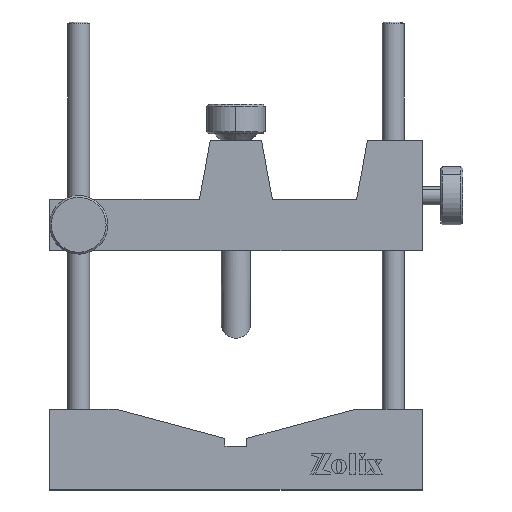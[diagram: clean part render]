
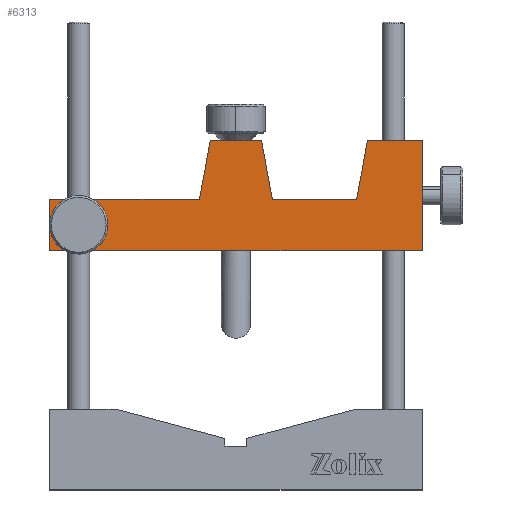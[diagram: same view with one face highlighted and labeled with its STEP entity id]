
A CAD part, top view. The second image highlights one B-rep face of the part: STEP entity #6313.
In plain terms, the highlighted planar face has unit normal (0, 0, 1).
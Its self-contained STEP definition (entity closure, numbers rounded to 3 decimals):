
#43 = CARTESIAN_POINT ( 'NONE',  ( 36., 95.486, 6.5 ) ) ;
#97 = VERTEX_POINT ( 'NONE', #2393 ) ;
#150 = EDGE_CURVE ( 'NONE', #4393, #5470, #1438, .T. ) ;
#208 = VECTOR ( 'NONE', #4463, 1000. ) ;
#345 = ORIENTED_EDGE ( 'NONE', *, *, #6032, .F. ) ;
#389 = CARTESIAN_POINT ( 'NONE',  ( -7., 95.486, 6.5 ) ) ;
#472 = VERTEX_POINT ( 'NONE', #579 ) ;
#579 = CARTESIAN_POINT ( 'NONE',  ( 51., 65.486, 6.5 ) ) ;
#580 = VECTOR ( 'NONE', #2506, 1000. ) ;
#615 = VECTOR ( 'NONE', #5239, 1000. ) ;
#708 = DIRECTION ( 'NONE',  ( -1., 0., 0. ) ) ;
#759 = VECTOR ( 'NONE', #708, 1000. ) ;
#941 = CARTESIAN_POINT ( 'NONE',  ( 33., 79.486, 6.5 ) ) ;
#1038 = CARTESIAN_POINT ( 'NONE',  ( 51., 95.486, 6.5 ) ) ;
#1103 = VERTEX_POINT ( 'NONE', #3685 ) ;
#1113 = CARTESIAN_POINT ( 'NONE',  ( 10., 79.486, 6.5 ) ) ;
#1162 = CARTESIAN_POINT ( 'NONE',  ( 33., 79.486, 6.5 ) ) ;
#1193 = EDGE_CURVE ( 'NONE', #2869, #4880, #5785, .T. ) ;
#1332 = LINE ( 'NONE', #1615, #5664 ) ;
#1356 = CIRCLE ( 'NONE', #2315, 2.1 ) ;
#1438 = LINE ( 'NONE', #5395, #6291 ) ;
#1442 = DIRECTION ( 'NONE',  ( 1., 0., 0. ) ) ;
#1613 = VERTEX_POINT ( 'NONE', #1113 ) ;
#1615 = CARTESIAN_POINT ( 'NONE',  ( 10., 79.486, 6.5 ) ) ;
#1708 = VERTEX_POINT ( 'NONE', #389 ) ;
#1774 = DIRECTION ( 'NONE',  ( 0.184, 0.983, 0. ) ) ;
#1818 = VECTOR ( 'NONE', #6110, 1000. ) ;
#1924 = CARTESIAN_POINT ( 'NONE',  ( -51., 79.486, 6.5 ) ) ;
#2000 = LINE ( 'NONE', #5769, #615 ) ;
#2190 = CARTESIAN_POINT ( 'NONE',  ( -51., 65.486, 6.5 ) ) ;
#2249 = ORIENTED_EDGE ( 'NONE', *, *, #4873, .F. ) ;
#2315 = AXIS2_PLACEMENT_3D ( 'NONE', #6315, #3349, #5375 ) ;
#2342 = EDGE_CURVE ( 'NONE', #4880, #2869, #1356, .T. ) ;
#2382 = CARTESIAN_POINT ( 'NONE',  ( 0., 65.486, 6.5 ) ) ;
#2393 = CARTESIAN_POINT ( 'NONE',  ( 7., 95.486, 6.5 ) ) ;
#2506 = DIRECTION ( 'NONE',  ( 1., 0., 0. ) ) ;
#2614 = LINE ( 'NONE', #2190, #759 ) ;
#2740 = VECTOR ( 'NONE', #1774, 1000. ) ;
#2779 = ORIENTED_EDGE ( 'NONE', *, *, #4540, .F. ) ;
#2846 = EDGE_CURVE ( 'NONE', #1103, #1708, #2000, .T. ) ;
#2869 = VERTEX_POINT ( 'NONE', #5698 ) ;
#2883 = DIRECTION ( 'NONE',  ( 0., 0., 1. ) ) ;
#2937 = DIRECTION ( 'NONE',  ( 0., -1., 0. ) ) ;
#2960 = LINE ( 'NONE', #1038, #580 ) ;
#2976 = EDGE_CURVE ( 'NONE', #5470, #1103, #3153, .T. ) ;
#3054 = VERTEX_POINT ( 'NONE', #3840 ) ;
#3105 = ORIENTED_EDGE ( 'NONE', *, *, #5633, .F. ) ;
#3123 = CARTESIAN_POINT ( 'NONE',  ( -45.1, 72.486, 6.5 ) ) ;
#3137 = LINE ( 'NONE', #4226, #2740 ) ;
#3153 = LINE ( 'NONE', #3729, #5692 ) ;
#3223 = DIRECTION ( 'NONE',  ( 1., 0., 0. ) ) ;
#3349 = DIRECTION ( 'NONE',  ( 0., 0., 1. ) ) ;
#3414 = ORIENTED_EDGE ( 'NONE', *, *, #2976, .F. ) ;
#3437 = DIRECTION ( 'NONE',  ( 0., 1., 0. ) ) ;
#3455 = ORIENTED_EDGE ( 'NONE', *, *, #3560, .F. ) ;
#3560 = EDGE_CURVE ( 'NONE', #3884, #4013, #3137, .T. ) ;
#3572 = EDGE_LOOP ( 'NONE', ( #5307, #2779, #3105, #3455, #2249, #345, #5648, #5768, #3414, #5671 ) ) ;
#3603 = AXIS2_PLACEMENT_3D ( 'NONE', #3848, #5804, #1442 ) ;
#3685 = CARTESIAN_POINT ( 'NONE',  ( -10., 79.486, 6.5 ) ) ;
#3729 = CARTESIAN_POINT ( 'NONE',  ( -10., 79.486, 6.5 ) ) ;
#3840 = CARTESIAN_POINT ( 'NONE',  ( 51., 95.486, 6.5 ) ) ;
#3848 = CARTESIAN_POINT ( 'NONE',  ( -43., 72.486, 6.5 ) ) ;
#3884 = VERTEX_POINT ( 'NONE', #941 ) ;
#4013 = VERTEX_POINT ( 'NONE', #43 ) ;
#4043 = EDGE_CURVE ( 'NONE', #1708, #97, #5618, .T. ) ;
#4075 = VECTOR ( 'NONE', #2937, 1000. ) ;
#4177 = FACE_BOUND ( 'NONE', #6281, .T. ) ;
#4226 = CARTESIAN_POINT ( 'NONE',  ( 36., 95.486, 6.5 ) ) ;
#4300 = EDGE_CURVE ( 'NONE', #472, #4393, #2614, .T. ) ;
#4393 = VERTEX_POINT ( 'NONE', #6236 ) ;
#4398 = DIRECTION ( 'NONE',  ( 1., 0., 0. ) ) ;
#4463 = DIRECTION ( 'NONE',  ( 1., 0., 0. ) ) ;
#4540 = EDGE_CURVE ( 'NONE', #3054, #472, #6144, .T. ) ;
#4612 = ORIENTED_EDGE ( 'NONE', *, *, #2342, .F. ) ;
#4873 = EDGE_CURVE ( 'NONE', #1613, #3884, #5283, .T. ) ;
#4880 = VERTEX_POINT ( 'NONE', #3123 ) ;
#5204 = AXIS2_PLACEMENT_3D ( 'NONE', #2382, #2883, #4398 ) ;
#5239 = DIRECTION ( 'NONE',  ( 0.184, 0.983, 0. ) ) ;
#5283 = LINE ( 'NONE', #1162, #1818 ) ;
#5307 = ORIENTED_EDGE ( 'NONE', *, *, #4300, .F. ) ;
#5375 = DIRECTION ( 'NONE',  ( 1., 0., 0. ) ) ;
#5388 = CARTESIAN_POINT ( 'NONE',  ( 51., 65.486, 6.5 ) ) ;
#5395 = CARTESIAN_POINT ( 'NONE',  ( -51., 79.486, 6.5 ) ) ;
#5470 = VERTEX_POINT ( 'NONE', #1924 ) ;
#5574 = DIRECTION ( 'NONE',  ( 0.184, -0.983, 0. ) ) ;
#5618 = LINE ( 'NONE', #6015, #208 ) ;
#5633 = EDGE_CURVE ( 'NONE', #4013, #3054, #2960, .T. ) ;
#5648 = ORIENTED_EDGE ( 'NONE', *, *, #4043, .F. ) ;
#5664 = VECTOR ( 'NONE', #5574, 1000. ) ;
#5671 = ORIENTED_EDGE ( 'NONE', *, *, #150, .F. ) ;
#5692 = VECTOR ( 'NONE', #3223, 1000. ) ;
#5698 = CARTESIAN_POINT ( 'NONE',  ( -40.9, 72.486, 6.5 ) ) ;
#5768 = ORIENTED_EDGE ( 'NONE', *, *, #2846, .F. ) ;
#5769 = CARTESIAN_POINT ( 'NONE',  ( -7., 95.486, 6.5 ) ) ;
#5785 = CIRCLE ( 'NONE', #3603, 2.1 ) ;
#5804 = DIRECTION ( 'NONE',  ( 0., 0., 1. ) ) ;
#5862 = PLANE ( 'NONE',  #5204 ) ;
#6008 = ORIENTED_EDGE ( 'NONE', *, *, #1193, .F. ) ;
#6015 = CARTESIAN_POINT ( 'NONE',  ( 7., 95.486, 6.5 ) ) ;
#6032 = EDGE_CURVE ( 'NONE', #97, #1613, #1332, .T. ) ;
#6110 = DIRECTION ( 'NONE',  ( 1., 0., 0. ) ) ;
#6114 = FACE_OUTER_BOUND ( 'NONE', #3572, .T. ) ;
#6144 = LINE ( 'NONE', #5388, #4075 ) ;
#6236 = CARTESIAN_POINT ( 'NONE',  ( -51., 65.486, 6.5 ) ) ;
#6281 = EDGE_LOOP ( 'NONE', ( #6008, #4612 ) ) ;
#6291 = VECTOR ( 'NONE', #3437, 1000. ) ;
#6313 = ADVANCED_FACE ( 'NONE', ( #4177, #6114 ), #5862, .T. ) ;
#6315 = CARTESIAN_POINT ( 'NONE',  ( -43., 72.486, 6.5 ) ) ;
